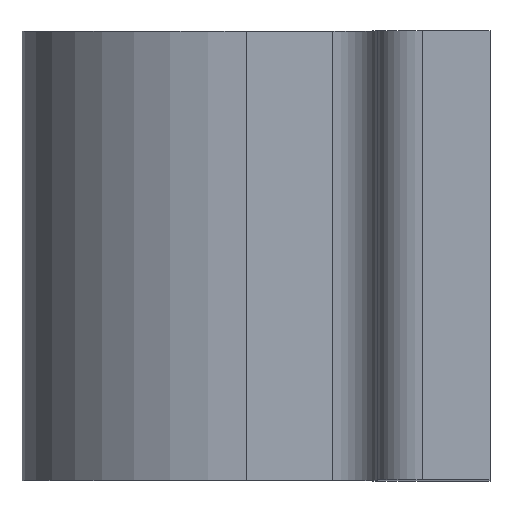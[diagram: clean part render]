
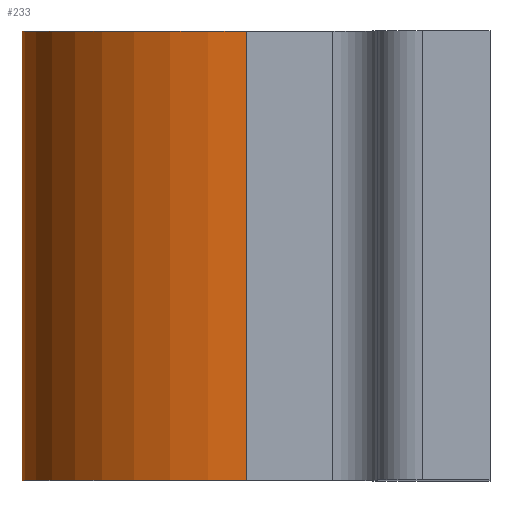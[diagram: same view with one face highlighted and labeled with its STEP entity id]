
A CAD part, top view. The second image highlights one B-rep face of the part: STEP entity #233.
In plain terms, the highlighted cylindrical face has radius 12.7 mm (diameter 25.4 mm), a partial arc.
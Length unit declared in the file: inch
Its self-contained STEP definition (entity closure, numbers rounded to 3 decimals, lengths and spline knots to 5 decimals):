
#24 = EDGE_CURVE ( 'NONE', #440, #663, #89, .T. ) ;
#27 = ORIENTED_EDGE ( 'NONE', *, *, #433, .F. ) ;
#31 = AXIS2_PLACEMENT_3D ( 'NONE', #413, #300, #559 ) ;
#52 = DIRECTION ( 'NONE',  ( 0., -1., 0. ) ) ;
#56 = DIRECTION ( 'NONE',  ( 0., -1., 0. ) ) ;
#89 = LINE ( 'NONE', #656, #315 ) ;
#92 = AXIS2_PLACEMENT_3D ( 'NONE', #566, #248, #623 ) ;
#148 = CIRCLE ( 'NONE', #597, 0.5 ) ;
#160 = CYLINDRICAL_SURFACE ( 'NONE', #31, 0.5 ) ;
#163 = EDGE_LOOP ( 'NONE', ( #27, #206, #432, #631 ) ) ;
#174 = CARTESIAN_POINT ( 'NONE',  ( 0.083, 0.5, 0.5 ) ) ;
#206 = ORIENTED_EDGE ( 'NONE', *, *, #474, .F. ) ;
#230 = DIRECTION ( 'NONE',  ( 0., -1., 0. ) ) ;
#233 = ADVANCED_FACE ( 'NONE', ( #587 ), #160, .T. ) ;
#248 = DIRECTION ( 'NONE',  ( 0., -1., 0. ) ) ;
#272 = CIRCLE ( 'NONE', #92, 0.5 ) ;
#285 = CARTESIAN_POINT ( 'NONE',  ( 0.083, 0.5, 1.5 ) ) ;
#300 = DIRECTION ( 'NONE',  ( 0., -1., 0. ) ) ;
#315 = VECTOR ( 'NONE', #52, 39.37008 ) ;
#387 = CARTESIAN_POINT ( 'NONE',  ( 0.083, -0.5, 1. ) ) ;
#393 = VECTOR ( 'NONE', #230, 39.37008 ) ;
#407 = VERTEX_POINT ( 'NONE', #560 ) ;
#413 = CARTESIAN_POINT ( 'NONE',  ( 0.083, 0.5, 1. ) ) ;
#428 = LINE ( 'NONE', #285, #393 ) ;
#432 = ORIENTED_EDGE ( 'NONE', *, *, #479, .T. ) ;
#433 = EDGE_CURVE ( 'NONE', #466, #663, #148, .T. ) ;
#440 = VERTEX_POINT ( 'NONE', #174 ) ;
#442 = DIRECTION ( 'NONE',  ( 1., 0., 0. ) ) ;
#466 = VERTEX_POINT ( 'NONE', #604 ) ;
#474 = EDGE_CURVE ( 'NONE', #407, #466, #428, .T. ) ;
#479 = EDGE_CURVE ( 'NONE', #407, #440, #272, .T. ) ;
#559 = DIRECTION ( 'NONE',  ( 1., 0., 0. ) ) ;
#560 = CARTESIAN_POINT ( 'NONE',  ( 0.083, 0.5, 1.5 ) ) ;
#566 = CARTESIAN_POINT ( 'NONE',  ( 0.083, 0.5, 1. ) ) ;
#587 = FACE_OUTER_BOUND ( 'NONE', #163, .T. ) ;
#597 = AXIS2_PLACEMENT_3D ( 'NONE', #387, #56, #442 ) ;
#604 = CARTESIAN_POINT ( 'NONE',  ( 0.083, -0.5, 1.5 ) ) ;
#623 = DIRECTION ( 'NONE',  ( 1., 0., 0. ) ) ;
#631 = ORIENTED_EDGE ( 'NONE', *, *, #24, .T. ) ;
#638 = CARTESIAN_POINT ( 'NONE',  ( 0.083, -0.5, 0.5 ) ) ;
#656 = CARTESIAN_POINT ( 'NONE',  ( 0.083, 0.5, 0.5 ) ) ;
#663 = VERTEX_POINT ( 'NONE', #638 ) ;
